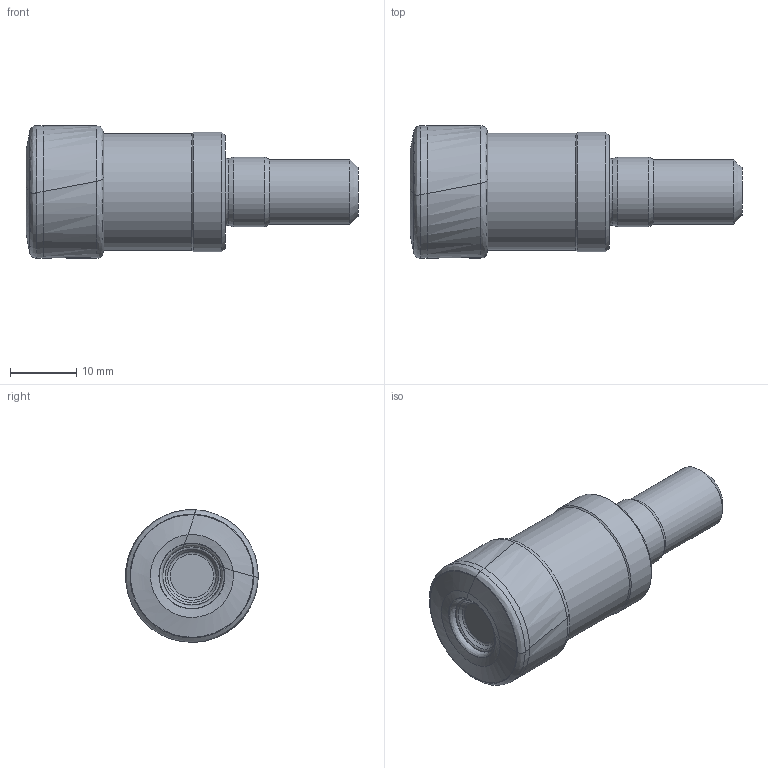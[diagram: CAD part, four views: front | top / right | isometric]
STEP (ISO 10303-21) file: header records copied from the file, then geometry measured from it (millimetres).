
FILE_DESCRIPTION(/* description */ (''),/* implementation_level */ '2;1');
FILE_NAME(/* name */ 'AHFM-LO03-D20-M10-L30-Z04-H-F.stp',/* time_stamp */ '2023-10-18T11:00:41+03:00',/* author */ (''),/* organization */ (''),/* preprocessor_version */ 'ST-DEVELOPER v19.4',/* originating_system */ 'SIEMENS PLM Software NX2306.5001',/* authorisation */ '');
FILE_SCHEMA (('AUTOMOTIVE_DESIGN { 1 0 10303 214 3 1 1 1 }'));
Length unit declared in the file: millimetre
Products named in the file (1): AHFM-LO03-D20-M10-L30-Z04-H-F-LIGHT_x_t_objects
Bounding box: 49.97 x 19.96 x 19.98 mm (x, y, z)
Volume: 11321.8 mm3; surface area: 4138.1 mm2
Topology: 2 solids, 2 shells, 58 faces, 112 edges, 57 vertices
Faces by surface type: bspline 37, cone 7, torus 5, cylinder 4, plane 3, revolution 2
Full cylindrical faces by diameter (mm): 9.75 x1, 10.5 x1, 17.6 x1, 18 x1
Entity records: 2643 total; most frequent: CARTESIAN_POINT 1658, ORIENTED_EDGE 186, DIRECTION 176, EDGE_CURVE 93, AXIS2_PLACEMENT_3D 81, EDGE_LOOP 78, CIRCLE 61, ADVANCED_FACE 58
